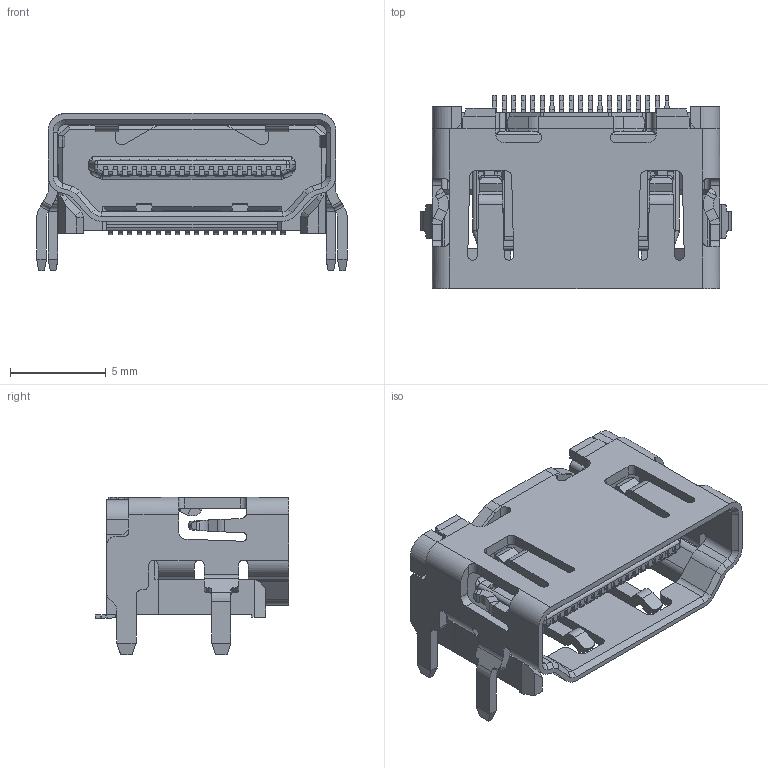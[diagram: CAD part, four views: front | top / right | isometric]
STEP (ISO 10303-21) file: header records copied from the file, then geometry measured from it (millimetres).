
FILE_DESCRIPTION(/* description */ (''),/* implementation_level */ '2;1');
FILE_NAME(/* name */ '2.stp',/* time_stamp */ '2020-05-06T17:07:50+02:00',/* author */ ('k'),/* organization */ (''),/* preprocessor_version */ 'ST-DEVELOPER v15.6',/* originating_system */ 'Autodesk Inventor 2015',/* authorisation */ '');
FILE_SCHEMA (('AUTOMOTIVE_DESIGN { 1 0 10303 214 3 1 1 }'));
Products named in the file (14): 1; 2; 3; 4; 5; 6; 7; 8; 10029449-111RLF; 9; Logo; 11
Bounding box: 16.2 x 10.1 x 8.2 mm (x, y, z)
Volume: 349.9 mm3; surface area: 1533.5 mm2
Topology: 67 solids, 67 shells, 2248 faces, 5828 edges, 3678 vertices
Faces by surface type: plane 1818, cylinder 277, bspline 111, cone 32, sphere 6, torus 4
Entity records: 69464 total; most frequent: CARTESIAN_POINT 14683, ORIENTED_EDGE 11680, DIRECTION 10535, EDGE_CURVE 5822, LINE 4933, VECTOR 4933, VERTEX_POINT 3678, AXIS2_PLACEMENT_3D 2801
